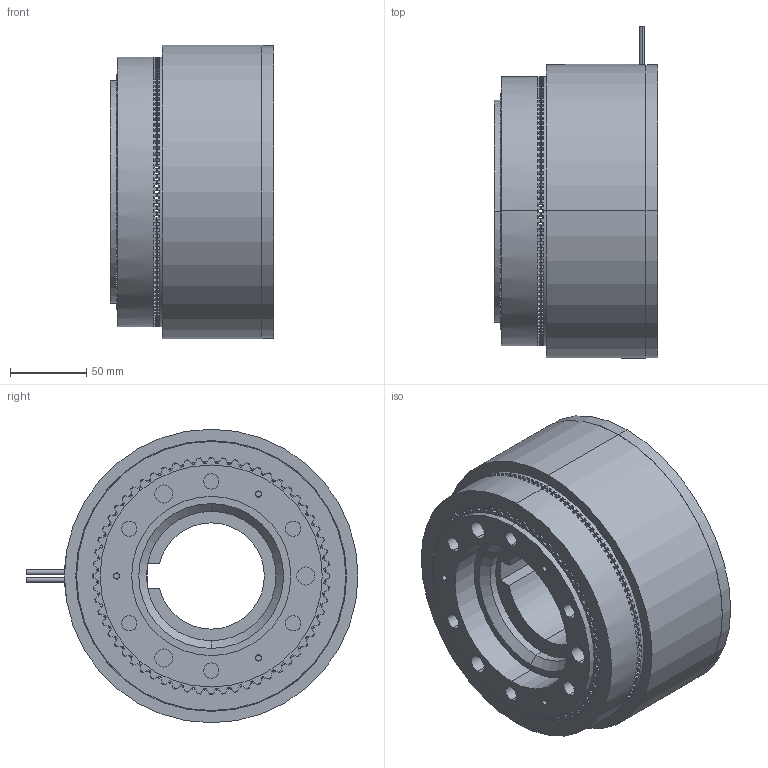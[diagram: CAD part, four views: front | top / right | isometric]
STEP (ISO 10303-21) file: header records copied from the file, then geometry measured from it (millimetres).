
FILE_DESCRIPTION (( 'STEP AP203' ), '1' );
FILE_NAME ('760_WMTC_WebAssy.STEP', '2017-02-21T19:18:17', ( 'Delete' ), ( 'Hewlett-Packard Company' ), 'SwSTEP 2.0', 'SolidWorks 2017', '' );
FILE_SCHEMA (( 'CONFIG_CONTROL_DESIGN' ));
Length unit declared in the file: inch
Products named in the file (1): 760_WMTC_WebAssy
Bounding box: 107.7 x 218.3 x 193.04 mm (x, y, z)
Volume: 2284519.5 mm3; surface area: 319426.1 mm2
Topology: 13 solids, 13 shells, 2329 faces, 6672 edges, 4381 vertices
Faces by surface type: cylinder 999, plane 882, cone 432, bspline 6, sphere 6, torus 4
Entity records: 81288 total; most frequent: CARTESIAN_POINT 17810, DIRECTION 14191, ORIENTED_EDGE 13316, EDGE_CURVE 6658, AXIS2_PLACEMENT_3D 5474, VERTEX_POINT 4381, VECTOR 3243, LINE 3243
